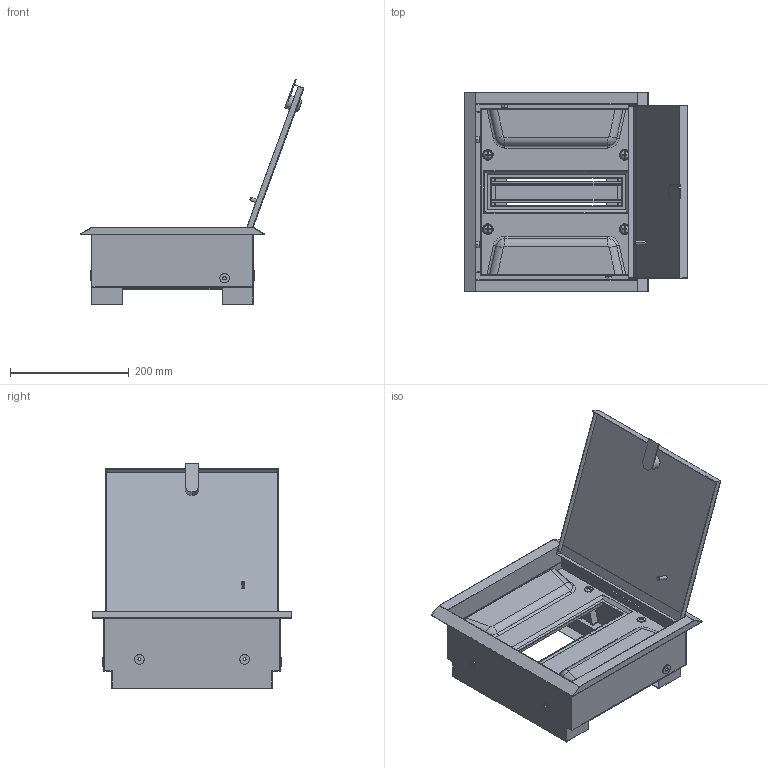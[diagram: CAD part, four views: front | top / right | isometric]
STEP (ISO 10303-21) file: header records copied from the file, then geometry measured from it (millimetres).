
FILE_DESCRIPTION (( 'STEP AP214' ), '1' );
FILE_NAME ('ShRV_12_PRO.STEP', '2016-09-23T09:25:56', ( 'user' ), ( '' ), 'SwSTEP 2.0', 'SolidWorks 2014', '' );
FILE_SCHEMA (( 'AUTOMOTIVE_DESIGN' ));
Length unit declared in the file: millimetre
Products named in the file (11): Support; SC GOST 17473_gost_‚¨­â A.M5x10 ƒŽ‘’ 17473-80; Panel_ShRN-12; Klipsa; Panel_12; Dver_PRO_12; ShRV_12_PRO; Stoika pan; Obolochka_PRO_PRO-12; DIN-Reika_18 ｢箘ｬ箘｢; Stoika Shin_‘â®©ª  ¤«ï è¨­
Assembly tree (19 placements, depth 3):
  ShRV_12_PRO
    Obolochka_PRO_PRO-12
    Dver_PRO_12
    DIN-Reika_18 ｢箘ｬ箘｢
    Panel_12
      Panel_ShRN-12
      Klipsa  x4
      Stoika pan  x4
    SC GOST 17473_gost_‚¨­â A.M5x10 ƒŽ‘’ 17473-80  x2
    Stoika Shin_‘â®©ª  ¤«ï è¨­  x2
    Support  x2
Bounding box: 376.2 x 335 x 379.62 mm (x, y, z)
Volume: 556130.9 mm3; surface area: 946580 mm2
Topology: 24 solids, 24 shells, 1474 faces, 3818 edges, 2400 vertices
Faces by surface type: plane 810, cylinder 346, bspline 146, torus 84, cone 44, sphere 44
Entity records: 27031 total; most frequent: CARTESIAN_POINT 5848, ORIENTED_EDGE 4326, DIRECTION 4194, EDGE_CURVE 2163, LINE 1464, VECTOR 1464, VERTEX_POINT 1393, AXIS2_PLACEMENT_3D 1365
